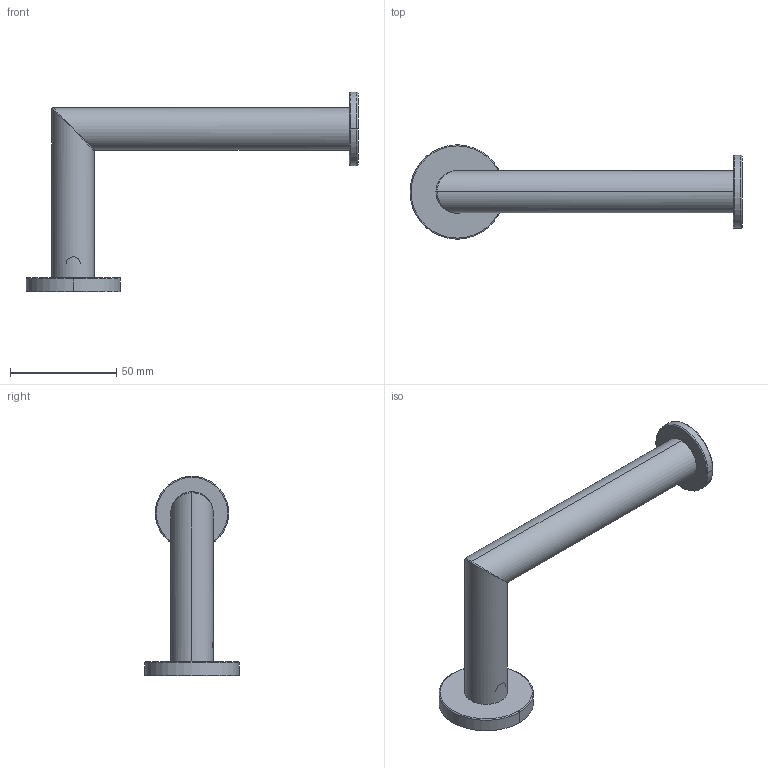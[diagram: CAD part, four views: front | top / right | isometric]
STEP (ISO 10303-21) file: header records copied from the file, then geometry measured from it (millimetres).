
FILE_DESCRIPTION((''),'2;1');
FILE_NAME('4606_WEB','2010-12-20T',('project'),(''),'PRO/ENGINEER BY PARAMETRIC TECHNOLOGY CORPORATION, 2009300','PRO/ENGINEER BY PARAMETRIC TECHNOLOGY CORPORATION, 2009300','');
FILE_SCHEMA(('CONFIG_CONTROL_DESIGN'));
Length unit declared in the file: inch
Products named in the file (1): 4606_WEB
Bounding box: 156.29 x 44.45 x 93.88 mm (x, y, z)
Surface area: 18828.2 mm2 (no closed solid volume)
Topology: 0 solids, 5 shells, 24 faces, 48 edges, 30 vertices
Faces by surface type: cylinder 9, torus 6, plane 5, bspline 4
Entity records: 923 total; most frequent: CARTESIAN_POINT 404, DIRECTION 106, ORIENTED_EDGE 86, AXIS2_PLACEMENT_3D 48, EDGE_CURVE 48, VERTEX_POINT 30, CIRCLE 28, EDGE_LOOP 24
